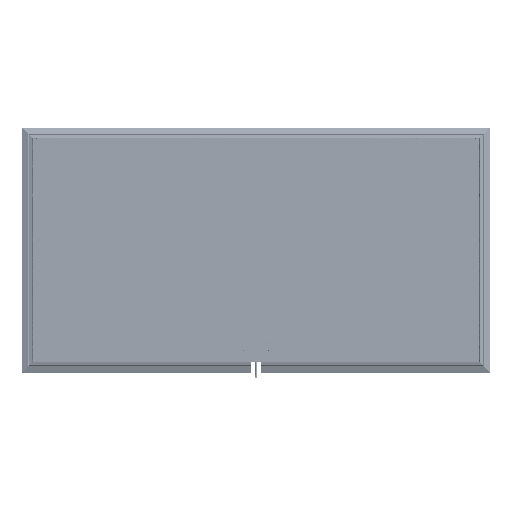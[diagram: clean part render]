
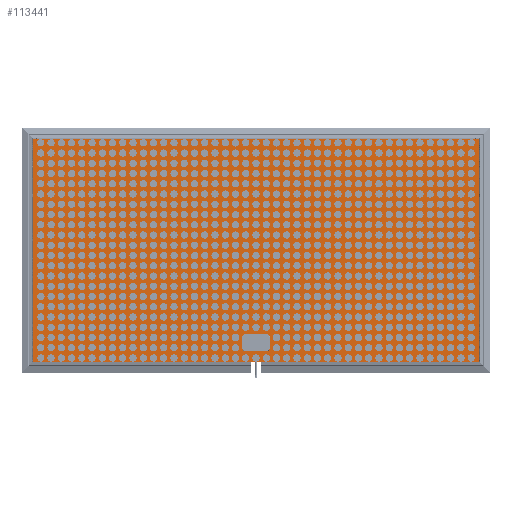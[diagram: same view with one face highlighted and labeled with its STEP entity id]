
A CAD part, front view. The second image highlights one B-rep face of the part: STEP entity #113441.
In plain terms, the highlighted planar face has unit normal (0, -1, 0).
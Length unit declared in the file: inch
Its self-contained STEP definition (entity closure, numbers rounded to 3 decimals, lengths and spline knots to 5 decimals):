
#825 = LINE ( 'NONE', #14233, #102575 ) ;
#1357 = EDGE_CURVE ( 'NONE', #78325, #70350, #102118, .T. ) ;
#1829 = ORIENTED_EDGE ( 'NONE', *, *, #152286, .F. ) ;
#3110 = PLANE ( 'NONE',  #9790 ) ;
#3468 = ORIENTED_EDGE ( 'NONE', *, *, #62362, .F. ) ;
#4354 = ORIENTED_EDGE ( 'NONE', *, *, #46464, .F. ) ;
#9790 = AXIS2_PLACEMENT_3D ( 'NONE', #88396, #77559, #91879 ) ;
#10525 = EDGE_CURVE ( 'NONE', #102208, #169351, #122017, .T. ) ;
#13804 = CARTESIAN_POINT ( 'NONE',  ( -1.10236, -0.47244, -8.99606 ) ) ;
#14022 = VECTOR ( 'NONE', #74577, 39.37008 ) ;
#14233 = CARTESIAN_POINT ( 'NONE',  ( 1.49606, -0.47244, 0. ) ) ;
#14519 = EDGE_CURVE ( 'NONE', #47064, #55599, #81152, .T. ) ;
#19296 = CARTESIAN_POINT ( 'NONE',  ( 1.49606, -0.47244, -9.38976 ) ) ;
#22537 = DIRECTION ( 'NONE',  ( 0., 0., 1. ) ) ;
#25937 = DIRECTION ( 'NONE',  ( 0., 0., 1. ) ) ;
#26703 = CARTESIAN_POINT ( 'NONE',  ( 23.99606, -0.47244, -11.98819 ) ) ;
#28996 = ORIENTED_EDGE ( 'NONE', *, *, #14519, .T. ) ;
#33813 = ORIENTED_EDGE ( 'NONE', *, *, #127378, .F. ) ;
#41228 = ORIENTED_EDGE ( 'NONE', *, *, #71818, .F. ) ;
#42432 = VECTOR ( 'NONE', #91079, 39.37008 ) ;
#43525 = ORIENTED_EDGE ( 'NONE', *, *, #158248, .F. ) ;
#43966 = CARTESIAN_POINT ( 'NONE',  ( 23.99606, -0.47244, 11.98819 ) ) ;
#44517 = LINE ( 'NONE', #96587, #151961 ) ;
#46464 = EDGE_CURVE ( 'NONE', #153480, #112585, #69978, .T. ) ;
#47064 = VERTEX_POINT ( 'NONE', #47815 ) ;
#47815 = CARTESIAN_POINT ( 'NONE',  ( -23.99606, -0.47244, 11.98819 ) ) ;
#52608 = DIRECTION ( 'NONE',  ( 0., -1., 0. ) ) ;
#54394 = CARTESIAN_POINT ( 'NONE',  ( 23.99606, -0.47244, 11.98819 ) ) ;
#55599 = VERTEX_POINT ( 'NONE', #159316 ) ;
#57015 = LINE ( 'NONE', #166510, #163362 ) ;
#59402 = CARTESIAN_POINT ( 'NONE',  ( 23.99606, -0.47244, 11.98819 ) ) ;
#59542 = VECTOR ( 'NONE', #168003, 39.37008 ) ;
#60244 = VERTEX_POINT ( 'NONE', #92715 ) ;
#61568 = EDGE_CURVE ( 'NONE', #70350, #47064, #155399, .T. ) ;
#62133 = CARTESIAN_POINT ( 'NONE',  ( 1.10236, -0.47244, -9.38976 ) ) ;
#62362 = EDGE_CURVE ( 'NONE', #62503, #81115, #140054, .T. ) ;
#62503 = VERTEX_POINT ( 'NONE', #158268 ) ;
#68673 = AXIS2_PLACEMENT_3D ( 'NONE', #175657, #52608, #107263 ) ;
#69978 = CIRCLE ( 'NONE', #87161, 0.3937 ) ;
#70350 = VERTEX_POINT ( 'NONE', #54394 ) ;
#70478 = FACE_BOUND ( 'NONE', #97254, .T. ) ;
#71818 = EDGE_CURVE ( 'NONE', #112585, #102208, #90710, .T. ) ;
#73339 = AXIS2_PLACEMENT_3D ( 'NONE', #132161, #160033, #102587 ) ;
#74577 = DIRECTION ( 'NONE',  ( -1., 0., 0. ) ) ;
#74797 = DIRECTION ( 'NONE',  ( 0., -1., 0. ) ) ;
#77559 = DIRECTION ( 'NONE',  ( 0., 1., 0. ) ) ;
#78325 = VERTEX_POINT ( 'NONE', #26703 ) ;
#79315 = CARTESIAN_POINT ( 'NONE',  ( -1.10236, -0.47244, -10.88583 ) ) ;
#81115 = VERTEX_POINT ( 'NONE', #107621 ) ;
#81152 = LINE ( 'NONE', #120561, #42432 ) ;
#84782 = ORIENTED_EDGE ( 'NONE', *, *, #173751, .F. ) ;
#87161 = AXIS2_PLACEMENT_3D ( 'NONE', #62133, #74797, #22537 ) ;
#88396 = CARTESIAN_POINT ( 'NONE',  ( 0., -0.47244, 0. ) ) ;
#88846 = DIRECTION ( 'NONE',  ( 0., 0., 1. ) ) ;
#90710 = LINE ( 'NONE', #141815, #14022 ) ;
#91079 = DIRECTION ( 'NONE',  ( 0., 0., -1. ) ) ;
#91879 = DIRECTION ( 'NONE',  ( 0., 0., -1. ) ) ;
#92715 = CARTESIAN_POINT ( 'NONE',  ( -1.49606, -0.47244, -10.49213 ) ) ;
#96587 = CARTESIAN_POINT ( 'NONE',  ( 0., -0.47244, -10.88583 ) ) ;
#97254 = EDGE_LOOP ( 'NONE', ( #84782, #1829, #143440, #41228, #4354, #43525, #3468, #33813 ) ) ;
#99961 = DIRECTION ( 'NONE',  ( 1., 0., 0. ) ) ;
#102118 = LINE ( 'NONE', #43966, #104887 ) ;
#102208 = VERTEX_POINT ( 'NONE', #13804 ) ;
#102575 = VECTOR ( 'NONE', #25937, 39.37008 ) ;
#102587 = DIRECTION ( 'NONE',  ( 0., 0., 1. ) ) ;
#104887 = VECTOR ( 'NONE', #88846, 39.37008 ) ;
#107263 = DIRECTION ( 'NONE',  ( 0., 0., 1. ) ) ;
#107621 = CARTESIAN_POINT ( 'NONE',  ( 1.49606, -0.47244, -10.49213 ) ) ;
#110629 = EDGE_CURVE ( 'NONE', #55599, #78325, #57015, .T. ) ;
#111620 = CIRCLE ( 'NONE', #68673, 0.3937 ) ;
#112238 = LINE ( 'NONE', #140050, #115375 ) ;
#112585 = VERTEX_POINT ( 'NONE', #161300 ) ;
#113441 = ADVANCED_FACE ( 'NONE', ( #126836, #70478 ), #3110, .F. ) ;
#114554 = EDGE_LOOP ( 'NONE', ( #137793, #161824, #172891, #28996 ) ) ;
#115375 = VECTOR ( 'NONE', #137382, 39.37008 ) ;
#115902 = CARTESIAN_POINT ( 'NONE',  ( -1.49606, -0.47244, -9.38976 ) ) ;
#118071 = CARTESIAN_POINT ( 'NONE',  ( 1.10236, -0.47244, -10.49213 ) ) ;
#120561 = CARTESIAN_POINT ( 'NONE',  ( -23.99606, -0.47244, 11.98819 ) ) ;
#122017 = CIRCLE ( 'NONE', #73339, 0.3937 ) ;
#126836 = FACE_OUTER_BOUND ( 'NONE', #114554, .T. ) ;
#127378 = EDGE_CURVE ( 'NONE', #157564, #62503, #44517, .T. ) ;
#132161 = CARTESIAN_POINT ( 'NONE',  ( -1.10236, -0.47244, -9.38976 ) ) ;
#137382 = DIRECTION ( 'NONE',  ( 0., 0., -1. ) ) ;
#137793 = ORIENTED_EDGE ( 'NONE', *, *, #110629, .T. ) ;
#138596 = DIRECTION ( 'NONE',  ( 0., 0., 1. ) ) ;
#140050 = CARTESIAN_POINT ( 'NONE',  ( -1.49606, -0.47244, 0. ) ) ;
#140054 = CIRCLE ( 'NONE', #166020, 0.3937 ) ;
#141815 = CARTESIAN_POINT ( 'NONE',  ( 0., -0.47244, -8.99606 ) ) ;
#143440 = ORIENTED_EDGE ( 'NONE', *, *, #10525, .F. ) ;
#151339 = DIRECTION ( 'NONE',  ( 1., 0., 0. ) ) ;
#151961 = VECTOR ( 'NONE', #151339, 39.37008 ) ;
#152286 = EDGE_CURVE ( 'NONE', #169351, #60244, #112238, .T. ) ;
#153480 = VERTEX_POINT ( 'NONE', #19296 ) ;
#155399 = LINE ( 'NONE', #59402, #59542 ) ;
#157564 = VERTEX_POINT ( 'NONE', #79315 ) ;
#158248 = EDGE_CURVE ( 'NONE', #81115, #153480, #825, .T. ) ;
#158268 = CARTESIAN_POINT ( 'NONE',  ( 1.10236, -0.47244, -10.88583 ) ) ;
#159316 = CARTESIAN_POINT ( 'NONE',  ( -23.99606, -0.47244, -11.98819 ) ) ;
#160033 = DIRECTION ( 'NONE',  ( 0., -1., 0. ) ) ;
#161300 = CARTESIAN_POINT ( 'NONE',  ( 1.10236, -0.47244, -8.99606 ) ) ;
#161824 = ORIENTED_EDGE ( 'NONE', *, *, #1357, .T. ) ;
#163362 = VECTOR ( 'NONE', #99961, 39.37008 ) ;
#166020 = AXIS2_PLACEMENT_3D ( 'NONE', #118071, #172922, #138596 ) ;
#166510 = CARTESIAN_POINT ( 'NONE',  ( 23.99606, -0.47244, -11.98819 ) ) ;
#168003 = DIRECTION ( 'NONE',  ( -1., 0., 0. ) ) ;
#169351 = VERTEX_POINT ( 'NONE', #115902 ) ;
#172891 = ORIENTED_EDGE ( 'NONE', *, *, #61568, .T. ) ;
#172922 = DIRECTION ( 'NONE',  ( 0., -1., 0. ) ) ;
#173751 = EDGE_CURVE ( 'NONE', #60244, #157564, #111620, .T. ) ;
#175657 = CARTESIAN_POINT ( 'NONE',  ( -1.10236, -0.47244, -10.49213 ) ) ;
